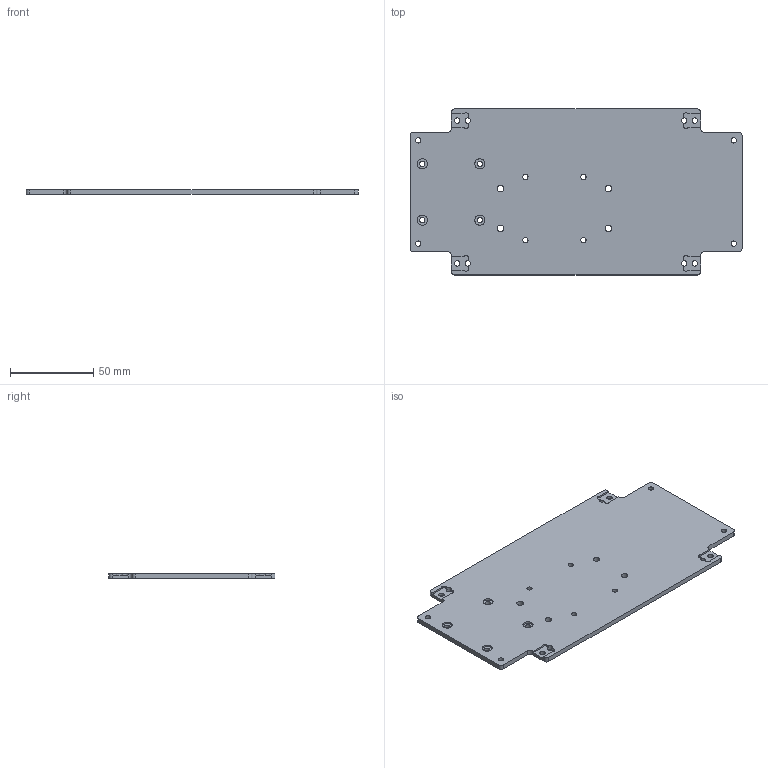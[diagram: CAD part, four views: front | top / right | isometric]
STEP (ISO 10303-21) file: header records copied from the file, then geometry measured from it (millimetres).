
FILE_DESCRIPTION(/* description */ (''),/* implementation_level */ '2;1');
FILE_NAME(/* name */ 'FootSoleFrame.stp',/* time_stamp */ '2024-06-10T13:44:18+09:00',/* author */ ('masato'),/* organization */ (''),/* preprocessor_version */ 'ST-DEVELOPER v20',/* originating_system */ 'Autodesk Inventor 2024',/* authorisation */ '');
FILE_SCHEMA (('AUTOMOTIVE_DESIGN { 1 0 10303 214 3 1 1 }'));
Length unit declared in the file: millimetre
Products named in the file (1): FootSoleFrame
Bounding box: 200 x 100 x 3 mm (x, y, z)
Volume: 54830.3 mm3; surface area: 39377.3 mm2
Topology: 1 solids, 1 shells, 86 faces, 252 edges, 168 vertices
Faces by surface type: cylinder 48, plane 38
Full cylindrical faces by diameter (mm): 3.2 x20, 4 x4, 6.1 x4
Entity records: 3037 total; most frequent: DIRECTION 530, CARTESIAN_POINT 507, ORIENTED_EDGE 504, EDGE_CURVE 252, AXIS2_PLACEMENT_3D 191, VERTEX_POINT 168, LINE 148, VECTOR 148
